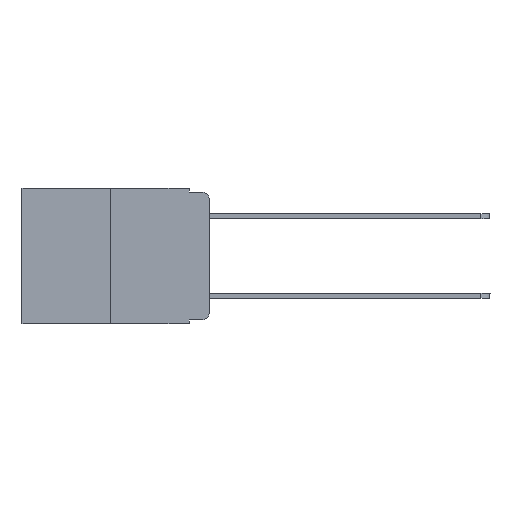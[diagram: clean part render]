
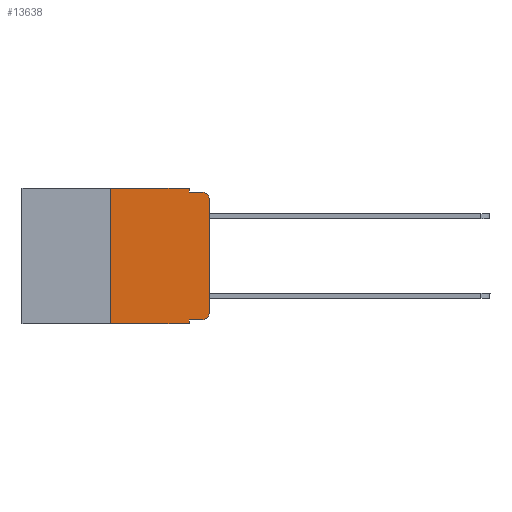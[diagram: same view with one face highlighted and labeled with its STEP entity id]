
A CAD part, left-side view. The second image highlights one B-rep face of the part: STEP entity #13638.
In plain terms, the highlighted planar face has unit normal (-1, 0, 0).
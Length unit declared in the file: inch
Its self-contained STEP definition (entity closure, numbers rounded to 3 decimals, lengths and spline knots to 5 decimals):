
#359 = DIRECTION ( 'NONE',  ( 0., 0., -1. ) ) ;
#394 = LINE ( 'NONE', #3702, #589 ) ;
#400 = AXIS2_PLACEMENT_3D ( 'NONE', #467, #14779, #359 ) ;
#467 = CARTESIAN_POINT ( 'NONE',  ( 0., 0.473, 0. ) ) ;
#589 = VECTOR ( 'NONE', #879, 39.37008 ) ;
#613 = ORIENTED_EDGE ( 'NONE', *, *, #10226, .F. ) ;
#614 = VECTOR ( 'NONE', #8660, 39.37008 ) ;
#879 = DIRECTION ( 'NONE',  ( 0., 0., 1. ) ) ;
#1104 = CARTESIAN_POINT ( 'NONE',  ( 0., 0.25, 0. ) ) ;
#1306 = EDGE_LOOP ( 'NONE', ( #13733, #2909, #10308, #613, #12193, #13327, #16518, #13816, #10217, #2505 ) ) ;
#1697 = PLANE ( 'NONE',  #400 ) ;
#2098 = CARTESIAN_POINT ( 'NONE',  ( 0., 0.473, 0. ) ) ;
#2505 = ORIENTED_EDGE ( 'NONE', *, *, #8929, .T. ) ;
#2909 = ORIENTED_EDGE ( 'NONE', *, *, #14910, .T. ) ;
#3090 = DIRECTION ( 'NONE',  ( 0., 0., -1. ) ) ;
#3363 = CARTESIAN_POINT ( 'NONE',  ( 0., 0.051, 0. ) ) ;
#3447 = CARTESIAN_POINT ( 'NONE',  ( 0., 0.051, -0.333 ) ) ;
#3702 = CARTESIAN_POINT ( 'NONE',  ( 0., 0., 0. ) ) ;
#3822 = CARTESIAN_POINT ( 'NONE',  ( 0., 0.051, -0.333 ) ) ;
#4427 = LINE ( 'NONE', #2098, #10238 ) ;
#4805 = CARTESIAN_POINT ( 'NONE',  ( 0., 0.02, -0.333 ) ) ;
#5239 = DIRECTION ( 'NONE',  ( 0., -1., 0. ) ) ;
#5283 = VERTEX_POINT ( 'NONE', #4805 ) ;
#5468 = VERTEX_POINT ( 'NONE', #12740 ) ;
#5533 = EDGE_CURVE ( 'NONE', #6538, #15195, #9328, .T. ) ;
#5731 = VECTOR ( 'NONE', #5239, 39.37008 ) ;
#5936 = DIRECTION ( 'NONE',  ( 0., -1., 0. ) ) ;
#6001 = CIRCLE ( 'NONE', #9726, 0.02 ) ;
#6149 = DIRECTION ( 'NONE',  ( 0., -1., 0. ) ) ;
#6274 = EDGE_CURVE ( 'NONE', #9141, #12452, #7905, .T. ) ;
#6287 = VECTOR ( 'NONE', #15992, 39.37008 ) ;
#6537 = CARTESIAN_POINT ( 'NONE',  ( 0., 0.051, -0.01 ) ) ;
#6538 = VERTEX_POINT ( 'NONE', #8325 ) ;
#7677 = DIRECTION ( 'NONE',  ( 0., 0., 1. ) ) ;
#7905 = LINE ( 'NONE', #3363, #16377 ) ;
#7949 = CARTESIAN_POINT ( 'NONE',  ( 0., 0., -0.313 ) ) ;
#8125 = CARTESIAN_POINT ( 'NONE',  ( 0., 0.02, -0.03 ) ) ;
#8325 = CARTESIAN_POINT ( 'NONE',  ( 0., 0.051, -0.01 ) ) ;
#8369 = AXIS2_PLACEMENT_3D ( 'NONE', #8125, #15895, #3090 ) ;
#8660 = DIRECTION ( 'NONE',  ( 0., 0., -1. ) ) ;
#8929 = EDGE_CURVE ( 'NONE', #5283, #9862, #6001, .T. ) ;
#9141 = VERTEX_POINT ( 'NONE', #3822 ) ;
#9328 = LINE ( 'NONE', #6537, #5731 ) ;
#9648 = DIRECTION ( 'NONE',  ( 0., 0., -1. ) ) ;
#9670 = EDGE_CURVE ( 'NONE', #5468, #13338, #14750, .T. ) ;
#9726 = AXIS2_PLACEMENT_3D ( 'NONE', #16078, #12195, #9648 ) ;
#9862 = VERTEX_POINT ( 'NONE', #7949 ) ;
#9966 = EDGE_CURVE ( 'NONE', #5468, #12452, #11280, .T. ) ;
#9977 = CARTESIAN_POINT ( 'NONE',  ( 0., 0.051, -0.343 ) ) ;
#10011 = CARTESIAN_POINT ( 'NONE',  ( 0., 0.051, 0. ) ) ;
#10217 = ORIENTED_EDGE ( 'NONE', *, *, #15876, .T. ) ;
#10226 = EDGE_CURVE ( 'NONE', #14065, #6538, #12715, .T. ) ;
#10238 = VECTOR ( 'NONE', #5936, 39.37008 ) ;
#10308 = ORIENTED_EDGE ( 'NONE', *, *, #5533, .F. ) ;
#10411 = VECTOR ( 'NONE', #6149, 39.37008 ) ;
#10588 = CARTESIAN_POINT ( 'NONE',  ( 0., 0., -0.03 ) ) ;
#11220 = CARTESIAN_POINT ( 'NONE',  ( 0., 0.02, -0.01 ) ) ;
#11280 = LINE ( 'NONE', #13422, #6287 ) ;
#11447 = EDGE_CURVE ( 'NONE', #9862, #12527, #394, .T. ) ;
#11874 = EDGE_CURVE ( 'NONE', #13338, #14065, #4427, .T. ) ;
#12193 = ORIENTED_EDGE ( 'NONE', *, *, #11874, .F. ) ;
#12195 = DIRECTION ( 'NONE',  ( -1., 0., 0. ) ) ;
#12359 = DIRECTION ( 'NONE',  ( 0., 0., -1. ) ) ;
#12452 = VERTEX_POINT ( 'NONE', #9977 ) ;
#12527 = VERTEX_POINT ( 'NONE', #10588 ) ;
#12715 = LINE ( 'NONE', #10011, #614 ) ;
#12740 = CARTESIAN_POINT ( 'NONE',  ( 0., 0.25, -0.343 ) ) ;
#13327 = ORIENTED_EDGE ( 'NONE', *, *, #9670, .F. ) ;
#13329 = VECTOR ( 'NONE', #7677, 39.37008 ) ;
#13338 = VERTEX_POINT ( 'NONE', #1104 ) ;
#13422 = CARTESIAN_POINT ( 'NONE',  ( 0., 0.473, -0.343 ) ) ;
#13638 = ADVANCED_FACE ( 'NONE', ( #14631 ), #1697, .F. ) ;
#13733 = ORIENTED_EDGE ( 'NONE', *, *, #11447, .T. ) ;
#13816 = ORIENTED_EDGE ( 'NONE', *, *, #6274, .F. ) ;
#14065 = VERTEX_POINT ( 'NONE', #16651 ) ;
#14268 = LINE ( 'NONE', #3447, #10411 ) ;
#14291 = CARTESIAN_POINT ( 'NONE',  ( 0., 0.25, 0. ) ) ;
#14631 = FACE_OUTER_BOUND ( 'NONE', #1306, .T. ) ;
#14750 = LINE ( 'NONE', #14291, #13329 ) ;
#14779 = DIRECTION ( 'NONE',  ( 1., 0., 0. ) ) ;
#14910 = EDGE_CURVE ( 'NONE', #12527, #15195, #14976, .T. ) ;
#14976 = CIRCLE ( 'NONE', #8369, 0.02 ) ;
#15195 = VERTEX_POINT ( 'NONE', #11220 ) ;
#15876 = EDGE_CURVE ( 'NONE', #9141, #5283, #14268, .T. ) ;
#15895 = DIRECTION ( 'NONE',  ( -1., 0., 0. ) ) ;
#15992 = DIRECTION ( 'NONE',  ( 0., -1., 0. ) ) ;
#16078 = CARTESIAN_POINT ( 'NONE',  ( 0., 0.02, -0.313 ) ) ;
#16377 = VECTOR ( 'NONE', #12359, 39.37008 ) ;
#16518 = ORIENTED_EDGE ( 'NONE', *, *, #9966, .T. ) ;
#16651 = CARTESIAN_POINT ( 'NONE',  ( 0., 0.051, 0. ) ) ;
